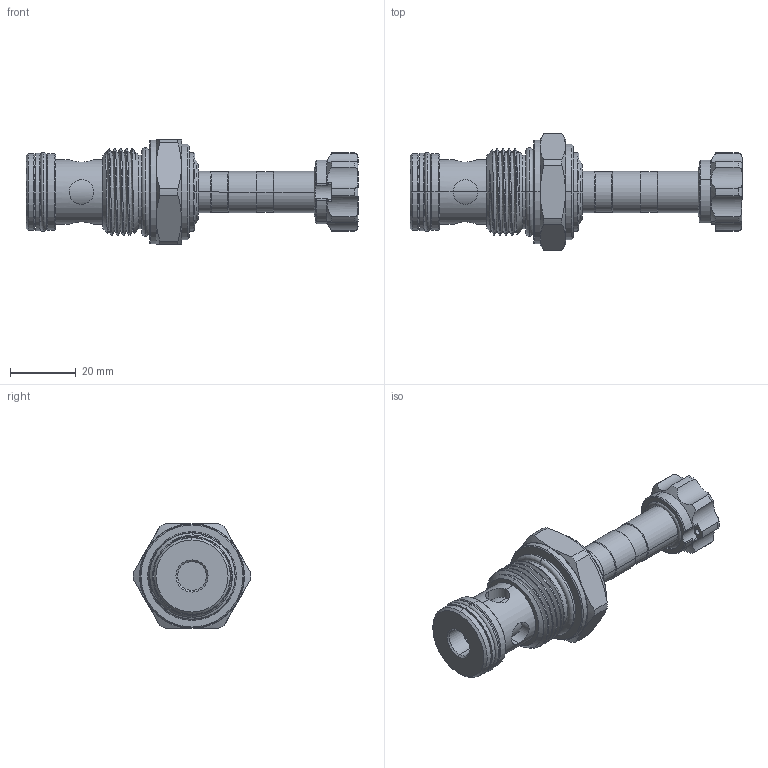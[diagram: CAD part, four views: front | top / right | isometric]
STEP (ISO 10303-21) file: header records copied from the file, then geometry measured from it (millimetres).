
FILE_DESCRIPTION (( 'STEP AP203' ), '1' );
FILE_NAME ('EP17E2A02N05.STEP', '2016-08-24T07:50:57', ( '' ), ( '' ), 'SwSTEP 2.0', 'SolidWorks 2012', '' );
FILE_SCHEMA (( 'CONFIG_CONTROL_DESIGN' ));
Length unit declared in the file: millimetre
Products named in the file (1): EP17E2A02N05
Bounding box: 101.2 x 35.79 x 32 mm (x, y, z)
Volume: 33596.9 mm3; surface area: 12156.8 mm2
Topology: 5 solids, 5 shells, 217 faces, 505 edges, 310 vertices
Faces by surface type: cylinder 102, cone 54, torus 30, plane 28, bspline 3
Entity records: 9124 total; most frequent: CARTESIAN_POINT 4137, DIRECTION 1069, ORIENTED_EDGE 1010, EDGE_CURVE 505, AXIS2_PLACEMENT_3D 461, VERTEX_POINT 310, CIRCLE 246, EDGE_LOOP 239
